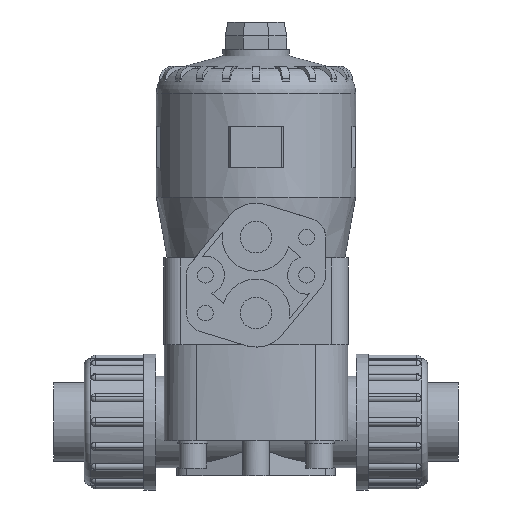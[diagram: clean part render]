
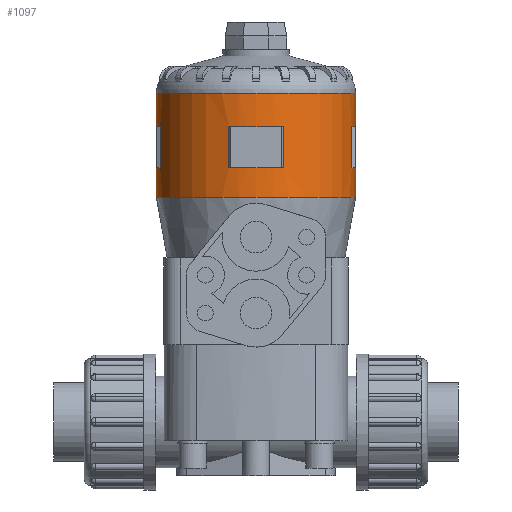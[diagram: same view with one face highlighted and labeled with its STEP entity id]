
A CAD part, front view. The second image highlights one B-rep face of the part: STEP entity #1097.
In plain terms, the highlighted cylindrical face has radius 31.5 mm (diameter 63 mm), a partial arc.
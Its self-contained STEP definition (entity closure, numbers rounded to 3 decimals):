
#1097=ADVANCED_FACE('',(#2356,#2357),#2358,.T.);
#2356=FACE_OUTER_BOUND('',#3794,.T.);
#2357=FACE_BOUND('',#3795,.T.);
#2358=CYLINDRICAL_SURFACE('',#3796,31.5);
#3794=EDGE_LOOP('',(#7038,#7039,#7040,#7041,#7042,#7043,#7044,#7045,#7046,#7047,#7048,#7049));
#3795=EDGE_LOOP('',(#7050,#7051,#7052,#7053,#7054,#7055));
#3796=AXIS2_PLACEMENT_3D('',#7056,#7057,#7058);
#7038=ORIENTED_EDGE('',*,*,#9081,.T.);
#7039=ORIENTED_EDGE('',*,*,#9382,.T.);
#7040=ORIENTED_EDGE('',*,*,#9386,.T.);
#7041=ORIENTED_EDGE('',*,*,#9375,.T.);
#7042=ORIENTED_EDGE('',*,*,#9089,.T.);
#7043=ORIENTED_EDGE('',*,*,#9512,.F.);
#7044=ORIENTED_EDGE('',*,*,#9087,.T.);
#7045=ORIENTED_EDGE('',*,*,#9421,.T.);
#7046=ORIENTED_EDGE('',*,*,#9433,.T.);
#7047=ORIENTED_EDGE('',*,*,#9436,.T.);
#7048=ORIENTED_EDGE('',*,*,#9083,.T.);
#7049=ORIENTED_EDGE('',*,*,#9355,.T.);
#7050=ORIENTED_EDGE('',*,*,#9407,.T.);
#7051=ORIENTED_EDGE('',*,*,#9395,.T.);
#7052=ORIENTED_EDGE('',*,*,#9399,.T.);
#7053=ORIENTED_EDGE('',*,*,#9413,.T.);
#7054=ORIENTED_EDGE('',*,*,#9416,.T.);
#7055=ORIENTED_EDGE('',*,*,#9403,.T.);
#7056=CARTESIAN_POINT('',(0.0,0.0,87.579));
#7057=DIRECTION('',(0.0,0.0,1.0));
#7058=DIRECTION('',(1.0,0.0,0.0));
#9081=EDGE_CURVE('',#11115,#11116,#11117,.T.);
#9083=EDGE_CURVE('',#11120,#11118,#11121,.T.);
#9087=EDGE_CURVE('',#11128,#11126,#11129,.T.);
#9089=EDGE_CURVE('',#11132,#11130,#11133,.T.);
#9355=EDGE_CURVE('',#11118,#11115,#11539,.T.);
#9375=EDGE_CURVE('',#11567,#11132,#11568,.T.);
#9382=EDGE_CURVE('',#11116,#11577,#11578,.T.);
#9386=EDGE_CURVE('',#11577,#11567,#11583,.T.);
#9395=EDGE_CURVE('',#11593,#11594,#11595,.T.);
#9399=EDGE_CURVE('',#11594,#11600,#11601,.T.);
#9403=EDGE_CURVE('',#11606,#11607,#11608,.T.);
#9407=EDGE_CURVE('',#11607,#11593,#11613,.T.);
#9413=EDGE_CURVE('',#11600,#11620,#11621,.T.);
#9416=EDGE_CURVE('',#11620,#11606,#11624,.T.);
#9421=EDGE_CURVE('',#11126,#11630,#11631,.T.);
#9433=EDGE_CURVE('',#11630,#11646,#11647,.T.);
#9436=EDGE_CURVE('',#11646,#11120,#11650,.T.);
#9512=EDGE_CURVE('',#11128,#11130,#11776,.T.);
#11115=VERTEX_POINT('',#14899);
#11116=VERTEX_POINT('',#14900);
#11117=LINE('',#14901,#14902);
#11118=VERTEX_POINT('',#14903);
#11120=VERTEX_POINT('',#14905);
#11121=LINE('',#14906,#14907);
#11126=VERTEX_POINT('',#14913);
#11128=VERTEX_POINT('',#14915);
#11129=LINE('',#14916,#14917);
#11130=VERTEX_POINT('',#14918);
#11132=VERTEX_POINT('',#14920);
#11133=LINE('',#14921,#14922);
#11539=CIRCLE('',#15919,31.5);
#11567=VERTEX_POINT('',#15956);
#11568=CIRCLE('',#15957,31.5);
#11577=VERTEX_POINT('',#15970);
#11578=CIRCLE('',#15971,31.5);
#11583=LINE('',#15978,#15979);
#11593=VERTEX_POINT('',#15993);
#11594=VERTEX_POINT('',#15994);
#11595=CIRCLE('',#15995,31.5);
#11600=VERTEX_POINT('',#16002);
#11601=CIRCLE('',#16003,31.5);
#11606=VERTEX_POINT('',#16010);
#11607=VERTEX_POINT('',#16011);
#11608=CIRCLE('',#16012,31.5);
#11613=LINE('',#16019,#16020);
#11620=VERTEX_POINT('',#16030);
#11621=LINE('',#16031,#16032);
#11624=CIRCLE('',#16036,31.5);
#11630=VERTEX_POINT('',#16044);
#11631=CIRCLE('',#16045,31.5);
#11646=VERTEX_POINT('',#16067);
#11647=LINE('',#16068,#16069);
#11650=CIRCLE('',#16073,31.5);
#11776=CIRCLE('',#16668,31.5);
#14899=CARTESIAN_POINT('',(31.5,0.0,71.113));
#14900=CARTESIAN_POINT('',(31.5,0.,80.45));
#14901=CARTESIAN_POINT('',(31.5,0.,87.579));
#14902=VECTOR('',#19001,1.0);
#14903=CARTESIAN_POINT('',(-31.5,0.,71.113));
#14905=CARTESIAN_POINT('',(-31.5,0.,80.45));
#14906=CARTESIAN_POINT('',(-31.5,0.,87.579));
#14907=VECTOR('',#19005,1.0);
#14913=CARTESIAN_POINT('',(-31.5,0.,93.45));
#14915=CARTESIAN_POINT('',(-31.5,0.,104.046));
#14916=CARTESIAN_POINT('',(-31.5,0.,87.579));
#14917=VECTOR('',#19013,1.0);
#14918=CARTESIAN_POINT('',(31.5,0.0,104.046));
#14920=CARTESIAN_POINT('',(31.5,0.,93.45));
#14921=CARTESIAN_POINT('',(31.5,0.,87.579));
#14922=VECTOR('',#19017,1.0);
#15919=AXIS2_PLACEMENT_3D('',#19303,#19304,#19305);
#15956=CARTESIAN_POINT('',(30.274,-8.702,93.45));
#15957=AXIS2_PLACEMENT_3D('',#19333,#19334,#19335);
#15970=CARTESIAN_POINT('',(30.274,-8.702,80.45));
#15971=AXIS2_PLACEMENT_3D('',#19340,#19341,#19342);
#15978=CARTESIAN_POINT('',(30.274,-8.702,86.95));
#15979=VECTOR('',#19345,1.0);
#15993=CARTESIAN_POINT('',(-8.702,-30.274,93.45));
#15994=CARTESIAN_POINT('',(0.,-31.5,93.45));
#15995=AXIS2_PLACEMENT_3D('',#19350,#19351,#19352);
#16002=CARTESIAN_POINT('',(8.702,-30.274,93.45));
#16003=AXIS2_PLACEMENT_3D('',#19355,#19356,#19357);
#16010=CARTESIAN_POINT('',(0.,-31.5,80.45));
#16011=CARTESIAN_POINT('',(-8.702,-30.274,80.45));
#16012=AXIS2_PLACEMENT_3D('',#19360,#19361,#19362);
#16019=CARTESIAN_POINT('',(-8.702,-30.274,86.95));
#16020=VECTOR('',#19365,1.0);
#16030=CARTESIAN_POINT('',(8.702,-30.274,80.45));
#16031=CARTESIAN_POINT('',(8.702,-30.274,86.95));
#16032=VECTOR('',#19369,1.0);
#16036=AXIS2_PLACEMENT_3D('',#19371,#19372,#19373);
#16044=CARTESIAN_POINT('',(-30.274,-8.702,93.45));
#16045=AXIS2_PLACEMENT_3D('',#19376,#19377,#19378);
#16067=CARTESIAN_POINT('',(-30.274,-8.702,80.45));
#16068=CARTESIAN_POINT('',(-30.274,-8.702,86.95));
#16069=VECTOR('',#19386,1.0);
#16073=AXIS2_PLACEMENT_3D('',#19388,#19389,#19390);
#16668=AXIS2_PLACEMENT_3D('',#19446,#19447,#19448);
#19001=DIRECTION('',(0.0,0.0,1.0));
#19005=DIRECTION('',(-0.0,-0.0,-1.0));
#19013=DIRECTION('',(-0.0,-0.0,-1.0));
#19017=DIRECTION('',(0.0,0.0,1.0));
#19303=CARTESIAN_POINT('',(0.0,0.0,71.113));
#19304=DIRECTION('',(0.0,0.0,1.0));
#19305=DIRECTION('',(1.0,0.0,0.0));
#19333=CARTESIAN_POINT('',(0.0,0.0,93.45));
#19334=DIRECTION('',(0.0,-0.0,1.0));
#19335=DIRECTION('',(1.0,0.0,0.0));
#19340=CARTESIAN_POINT('',(0.0,0.0,80.45));
#19341=DIRECTION('',(0.0,0.0,-1.0));
#19342=DIRECTION('',(1.0,0.0,0.0));
#19345=DIRECTION('',(0.0,0.0,1.0));
#19350=CARTESIAN_POINT('',(0.0,0.0,93.45));
#19351=DIRECTION('',(0.0,-0.0,1.0));
#19352=DIRECTION('',(1.0,0.0,0.0));
#19355=CARTESIAN_POINT('',(0.0,0.0,93.45));
#19356=DIRECTION('',(0.0,-0.0,1.0));
#19357=DIRECTION('',(1.0,0.0,0.0));
#19360=CARTESIAN_POINT('',(0.0,0.0,80.45));
#19361=DIRECTION('',(0.0,0.0,-1.0));
#19362=DIRECTION('',(1.0,0.0,0.0));
#19365=DIRECTION('',(0.0,0.0,1.0));
#19369=DIRECTION('',(-0.0,-0.0,-1.0));
#19371=CARTESIAN_POINT('',(0.0,0.0,80.45));
#19372=DIRECTION('',(0.0,0.0,-1.0));
#19373=DIRECTION('',(1.0,0.0,0.0));
#19376=CARTESIAN_POINT('',(0.0,0.0,93.45));
#19377=DIRECTION('',(0.0,-0.0,1.0));
#19378=DIRECTION('',(1.0,0.0,0.0));
#19386=DIRECTION('',(-0.0,-0.0,-1.0));
#19388=CARTESIAN_POINT('',(0.0,0.0,80.45));
#19389=DIRECTION('',(0.0,0.0,-1.0));
#19390=DIRECTION('',(1.0,0.0,0.0));
#19446=CARTESIAN_POINT('',(0.0,0.0,104.046));
#19447=DIRECTION('',(0.0,0.0,1.0));
#19448=DIRECTION('',(1.0,0.0,0.0));
